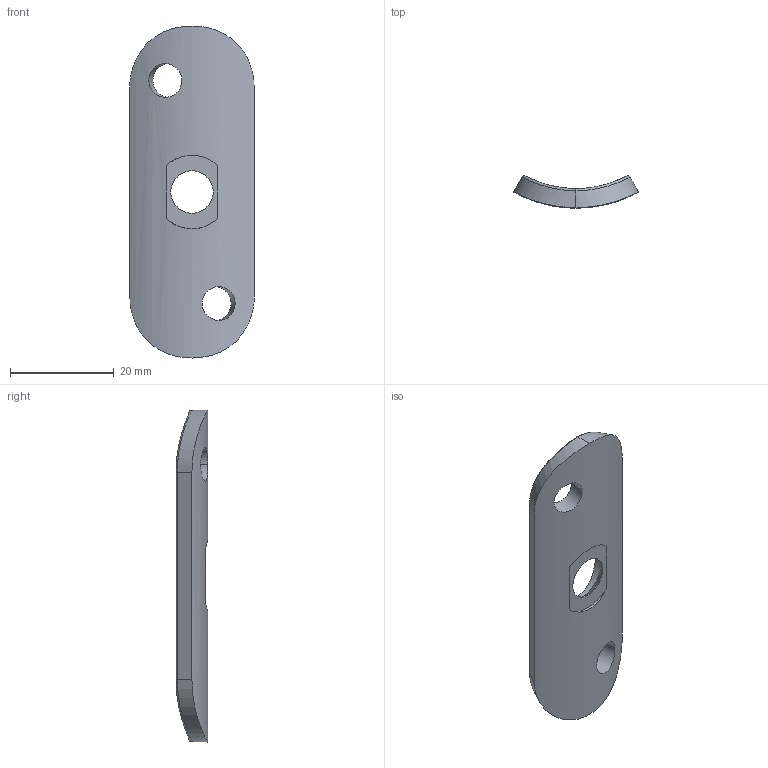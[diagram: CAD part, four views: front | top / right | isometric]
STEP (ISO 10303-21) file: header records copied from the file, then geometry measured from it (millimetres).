
FILE_DESCRIPTION (( 'STEP AP203' ), '1' );
FILE_NAME ('50228-V4A.step', '2020-07-13T13:07:01', ( '' ), ( '' ), 'SwSTEP 2.0', 'SolidWorks 2018', '' );
FILE_SCHEMA (( 'CONFIG_CONTROL_DESIGN' ));
Length unit declared in the file: millimetre
Products named in the file (1): 50228-V4A
Bounding box: 24 x 6.15 x 64 mm (x, y, z)
Volume: 4398.1 mm3; surface area: 3266.2 mm2
Topology: 1 solids, 1 shells, 254 faces, 668 edges, 442 vertices
Faces by surface type: plane 110, bspline 98, cylinder 44, cone 2
Entity records: 12680 total; most frequent: CARTESIAN_POINT 7059, ORIENTED_EDGE 1336, DIRECTION 820, EDGE_CURVE 668, VERTEX_POINT 442, LINE 320, VECTOR 320, EDGE_LOOP 286
